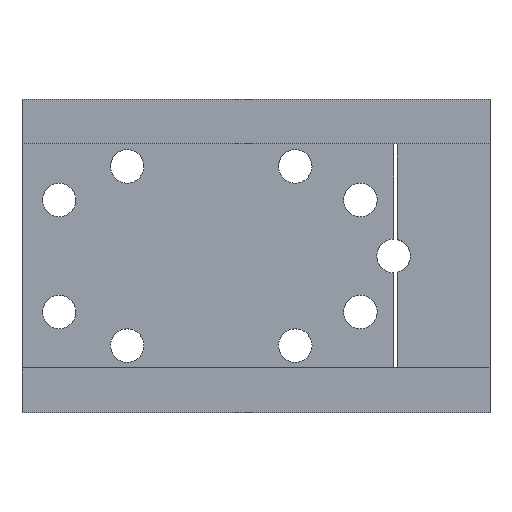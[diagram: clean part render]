
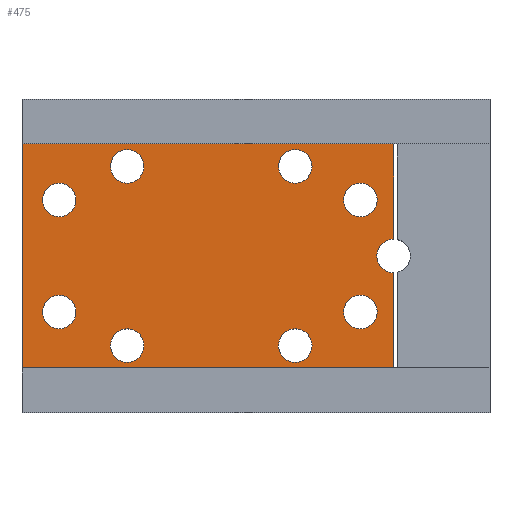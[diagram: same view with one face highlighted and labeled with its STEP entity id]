
A CAD part, top view. The second image highlights one B-rep face of the part: STEP entity #475.
In plain terms, the highlighted planar face has unit normal (0, 0, 1).
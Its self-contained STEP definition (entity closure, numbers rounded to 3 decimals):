
#150 = EDGE_CURVE('',#151,#153,#155,.T.);
#151 = VERTEX_POINT('',#152);
#152 = CARTESIAN_POINT('',(-17.38,-10.,31.1));
#153 = VERTEX_POINT('',#154);
#154 = CARTESIAN_POINT('',(15.8,-10.,31.1));
#155 = LINE('',#156,#157);
#156 = CARTESIAN_POINT('',(-14.,-10.,31.1));
#157 = VECTOR('',#158,1.);
#158 = DIRECTION('',(1.,0.,0.));
#278 = VERTEX_POINT('',#279);
#279 = CARTESIAN_POINT('',(-17.38,10.,31.1));
#285 = EDGE_CURVE('',#286,#278,#288,.T.);
#286 = VERTEX_POINT('',#287);
#287 = CARTESIAN_POINT('',(15.8,10.,31.1));
#288 = LINE('',#289,#290);
#289 = CARTESIAN_POINT('',(15.9,10.,31.1));
#290 = VECTOR('',#291,1.);
#291 = DIRECTION('',(-1.,0.,0.));
#475 = ADVANCED_FACE('',(#476,#509,#520,#531,#542,#553,#564,#575,#586),
  #597,.T.);
#476 = FACE_BOUND('',#477,.T.);
#477 = EDGE_LOOP('',(#478,#479,#487,#496,#502,#503));
#478 = ORIENTED_EDGE('',*,*,#150,.T.);
#479 = ORIENTED_EDGE('',*,*,#480,.T.);
#480 = EDGE_CURVE('',#153,#481,#483,.T.);
#481 = VERTEX_POINT('',#482);
#482 = CARTESIAN_POINT('',(15.8,-1.5,31.1));
#483 = LINE('',#484,#485);
#484 = CARTESIAN_POINT('',(15.8,-14.,31.1));
#485 = VECTOR('',#486,1.);
#486 = DIRECTION('',(0.,1.,0.));
#487 = ORIENTED_EDGE('',*,*,#488,.T.);
#488 = EDGE_CURVE('',#481,#489,#491,.T.);
#489 = VERTEX_POINT('',#490);
#490 = CARTESIAN_POINT('',(15.8,1.5,31.1));
#491 = CIRCLE('',#492,1.5);
#492 = AXIS2_PLACEMENT_3D('',#493,#494,#495);
#493 = CARTESIAN_POINT('',(15.8,0.,31.1));
#494 = DIRECTION('',(0.,0.,-1.));
#495 = DIRECTION('',(1.,0.,0.));
#496 = ORIENTED_EDGE('',*,*,#497,.T.);
#497 = EDGE_CURVE('',#489,#286,#498,.T.);
#498 = LINE('',#499,#500);
#499 = CARTESIAN_POINT('',(15.8,-14.,31.1));
#500 = VECTOR('',#501,1.);
#501 = DIRECTION('',(0.,1.,0.));
#502 = ORIENTED_EDGE('',*,*,#285,.T.);
#503 = ORIENTED_EDGE('',*,*,#504,.T.);
#504 = EDGE_CURVE('',#278,#151,#505,.T.);
#505 = LINE('',#506,#507);
#506 = CARTESIAN_POINT('',(-17.38,10.,31.1));
#507 = VECTOR('',#508,1.);
#508 = DIRECTION('',(0.,-1.,0.));
#509 = FACE_BOUND('',#510,.T.);
#510 = EDGE_LOOP('',(#511));
#511 = ORIENTED_EDGE('',*,*,#512,.F.);
#512 = EDGE_CURVE('',#513,#513,#515,.T.);
#513 = VERTEX_POINT('',#514);
#514 = CARTESIAN_POINT('',(-12.56,-5.,31.1));
#515 = CIRCLE('',#516,1.5);
#516 = AXIS2_PLACEMENT_3D('',#517,#518,#519);
#517 = CARTESIAN_POINT('',(-14.06,-5.,31.1));
#518 = DIRECTION('',(0.,0.,1.));
#519 = DIRECTION('',(1.,0.,0.));
#520 = FACE_BOUND('',#521,.T.);
#521 = EDGE_LOOP('',(#522));
#522 = ORIENTED_EDGE('',*,*,#523,.T.);
#523 = EDGE_CURVE('',#524,#524,#526,.T.);
#524 = VERTEX_POINT('',#525);
#525 = CARTESIAN_POINT('',(-6.49,-8.,31.1));
#526 = CIRCLE('',#527,1.5);
#527 = AXIS2_PLACEMENT_3D('',#528,#529,#530);
#528 = CARTESIAN_POINT('',(-7.99,-8.,31.1));
#529 = DIRECTION('',(0.,0.,-1.));
#530 = DIRECTION('',(1.,0.,0.));
#531 = FACE_BOUND('',#532,.T.);
#532 = EDGE_LOOP('',(#533));
#533 = ORIENTED_EDGE('',*,*,#534,.T.);
#534 = EDGE_CURVE('',#535,#535,#537,.T.);
#535 = VERTEX_POINT('',#536);
#536 = CARTESIAN_POINT('',(8.51,-8.,31.1));
#537 = CIRCLE('',#538,1.5);
#538 = AXIS2_PLACEMENT_3D('',#539,#540,#541);
#539 = CARTESIAN_POINT('',(7.01,-8.,31.1));
#540 = DIRECTION('',(0.,0.,-1.));
#541 = DIRECTION('',(1.,0.,0.));
#542 = FACE_BOUND('',#543,.T.);
#543 = EDGE_LOOP('',(#544));
#544 = ORIENTED_EDGE('',*,*,#545,.F.);
#545 = EDGE_CURVE('',#546,#546,#548,.T.);
#546 = VERTEX_POINT('',#547);
#547 = CARTESIAN_POINT('',(14.33,-5.,31.1));
#548 = CIRCLE('',#549,1.5);
#549 = AXIS2_PLACEMENT_3D('',#550,#551,#552);
#550 = CARTESIAN_POINT('',(12.83,-5.,31.1));
#551 = DIRECTION('',(0.,0.,1.));
#552 = DIRECTION('',(1.,0.,0.));
#553 = FACE_BOUND('',#554,.T.);
#554 = EDGE_LOOP('',(#555));
#555 = ORIENTED_EDGE('',*,*,#556,.F.);
#556 = EDGE_CURVE('',#557,#557,#559,.T.);
#557 = VERTEX_POINT('',#558);
#558 = CARTESIAN_POINT('',(-12.56,5.,31.1));
#559 = CIRCLE('',#560,1.5);
#560 = AXIS2_PLACEMENT_3D('',#561,#562,#563);
#561 = CARTESIAN_POINT('',(-14.06,5.,31.1));
#562 = DIRECTION('',(0.,0.,1.));
#563 = DIRECTION('',(1.,0.,0.));
#564 = FACE_BOUND('',#565,.T.);
#565 = EDGE_LOOP('',(#566));
#566 = ORIENTED_EDGE('',*,*,#567,.T.);
#567 = EDGE_CURVE('',#568,#568,#570,.T.);
#568 = VERTEX_POINT('',#569);
#569 = CARTESIAN_POINT('',(-6.49,8.,31.1));
#570 = CIRCLE('',#571,1.5);
#571 = AXIS2_PLACEMENT_3D('',#572,#573,#574);
#572 = CARTESIAN_POINT('',(-7.99,8.,31.1));
#573 = DIRECTION('',(0.,0.,-1.));
#574 = DIRECTION('',(1.,0.,0.));
#575 = FACE_BOUND('',#576,.T.);
#576 = EDGE_LOOP('',(#577));
#577 = ORIENTED_EDGE('',*,*,#578,.F.);
#578 = EDGE_CURVE('',#579,#579,#581,.T.);
#579 = VERTEX_POINT('',#580);
#580 = CARTESIAN_POINT('',(14.33,5.,31.1));
#581 = CIRCLE('',#582,1.5);
#582 = AXIS2_PLACEMENT_3D('',#583,#584,#585);
#583 = CARTESIAN_POINT('',(12.83,5.,31.1));
#584 = DIRECTION('',(0.,0.,1.));
#585 = DIRECTION('',(1.,0.,0.));
#586 = FACE_BOUND('',#587,.T.);
#587 = EDGE_LOOP('',(#588));
#588 = ORIENTED_EDGE('',*,*,#589,.T.);
#589 = EDGE_CURVE('',#590,#590,#592,.T.);
#590 = VERTEX_POINT('',#591);
#591 = CARTESIAN_POINT('',(8.51,8.,31.1));
#592 = CIRCLE('',#593,1.5);
#593 = AXIS2_PLACEMENT_3D('',#594,#595,#596);
#594 = CARTESIAN_POINT('',(7.01,8.,31.1));
#595 = DIRECTION('',(0.,0.,-1.));
#596 = DIRECTION('',(1.,0.,0.));
#597 = PLANE('',#598);
#598 = AXIS2_PLACEMENT_3D('',#599,#600,#601);
#599 = CARTESIAN_POINT('',(5.923,0.,31.1));
#600 = DIRECTION('',(0.,0.,1.));
#601 = DIRECTION('',(1.,0.,0.));
